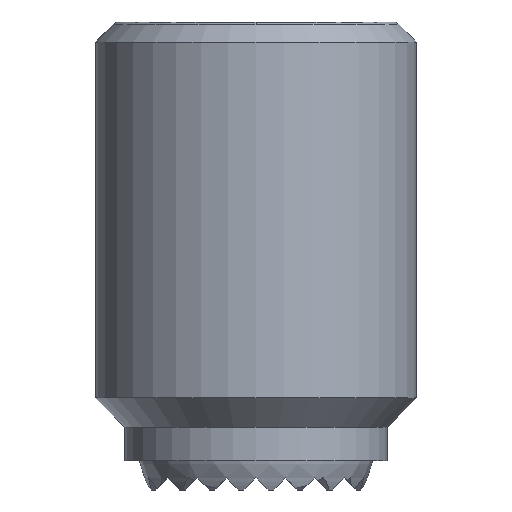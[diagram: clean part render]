
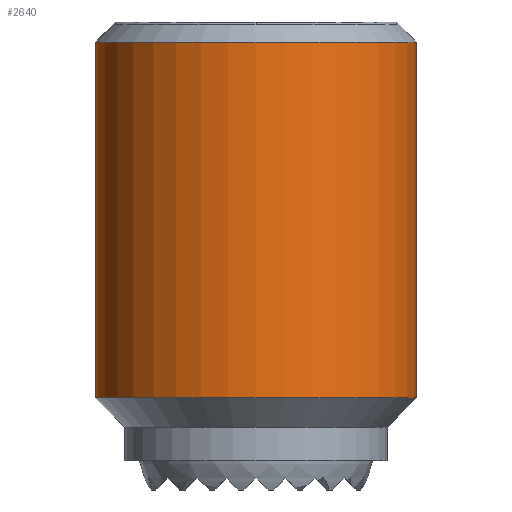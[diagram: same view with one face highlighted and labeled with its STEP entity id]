
A CAD part, front view. The second image highlights one B-rep face of the part: STEP entity #2640.
In plain terms, the highlighted cylindrical face has radius 12 mm (diameter 24 mm), a partial arc.
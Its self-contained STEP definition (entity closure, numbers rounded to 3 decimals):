
#1392=VERTEX_POINT('',#3743);
#1442=VERTEX_POINT('',#3796);
#1638=EDGE_CURVE('',#1748,#1392,#4017,.T.);
#1748=VERTEX_POINT('',#4139);
#2476=EDGE_CURVE('',#1392,#2846,#4961,.T.);
#2544=EDGE_CURVE('',#1748,#1442,#5040,.T.);
#2640=ADVANCED_FACE('',(#5145),#5146,.T.);
#2846=VERTEX_POINT('',#5374);
#3266=EDGE_CURVE('',#2846,#1442,#5833,.T.);
#3743=CARTESIAN_POINT('',(-12.0,0.,-1.5));
#3796=CARTESIAN_POINT('',(12.0,0.,-28.1));
#4017=LINE('',#6817,#6818);
#4139=CARTESIAN_POINT('',(-12.0,0.,-28.1));
#4961=CIRCLE('',#8142,12.0);
#5040=CIRCLE('',#8254,12.0);
#5145=FACE_OUTER_BOUND('',#8394,.T.);
#5146=CYLINDRICAL_SURFACE('',#8395,12.0);
#5374=CARTESIAN_POINT('',(12.0,0.,-1.5));
#5833=LINE('',#9408,#9409);
#6817=CARTESIAN_POINT('',(-12.0,0.,-14.8));
#6818=VECTOR('',#10358,1.0);
#8142=AXIS2_PLACEMENT_3D('',#11484,#11485,#11486);
#8254=AXIS2_PLACEMENT_3D('',#11631,#11632,#11633);
#8394=EDGE_LOOP('',(#11733,#11734,#11735,#11736));
#8395=AXIS2_PLACEMENT_3D('',#11737,#11738,#11739);
#9408=CARTESIAN_POINT('',(12.0,0.,-14.8));
#9409=VECTOR('',#12438,1.0);
#10358=DIRECTION('',(0.0,0.0,1.0));
#11484=CARTESIAN_POINT('',(0.,0.,-1.5));
#11485=DIRECTION('',(0.0,0.0,1.0));
#11486=DIRECTION('',(-1.0,0.,0.0));
#11631=CARTESIAN_POINT('',(0.,0.,-28.1));
#11632=DIRECTION('',(0.0,0.0,1.0));
#11633=DIRECTION('',(-1.0,0.,0.0));
#11733=ORIENTED_EDGE('',*,*,#1638,.F.);
#11734=ORIENTED_EDGE('',*,*,#2544,.T.);
#11735=ORIENTED_EDGE('',*,*,#3266,.F.);
#11736=ORIENTED_EDGE('',*,*,#2476,.F.);
#11737=CARTESIAN_POINT('',(0.,0.,-14.8));
#11738=DIRECTION('',(-0.0,-0.0,-1.0));
#11739=DIRECTION('',(-1.0,0.,0.0));
#12438=DIRECTION('',(-0.0,-0.0,-1.0));
